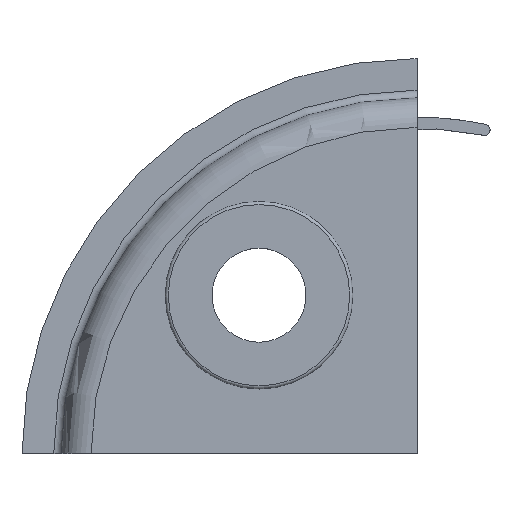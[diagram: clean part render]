
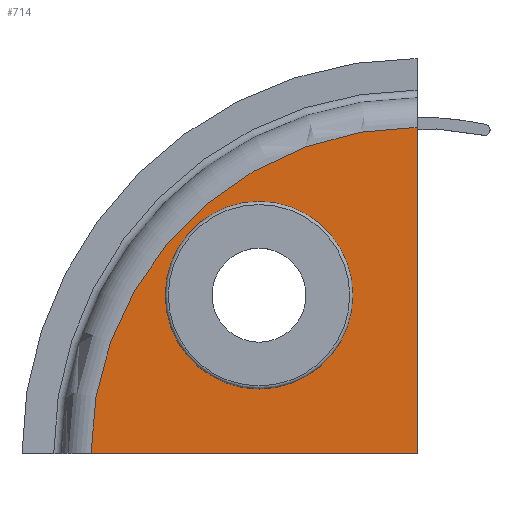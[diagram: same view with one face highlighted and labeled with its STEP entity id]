
A CAD part, top view. The second image highlights one B-rep face of the part: STEP entity #714.
In plain terms, the highlighted planar face has unit normal (0, 0, 1).
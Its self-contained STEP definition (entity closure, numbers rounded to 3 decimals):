
#47=FACE_BOUND('',#107,.T.);
#62=FACE_OUTER_BOUND('',#106,.T.);
#106=EDGE_LOOP('',(#523,#524,#525));
#107=EDGE_LOOP('',(#526));
#170=CIRCLE('',#786,104.8);
#171=CIRCLE('',#787,30.15);
#207=LINE('',#1102,#255);
#220=LINE('',#1144,#268);
#255=VECTOR('',#864,10.);
#268=VECTOR('',#897,10.);
#303=VERTEX_POINT('',#1100);
#304=VERTEX_POINT('',#1101);
#323=VERTEX_POINT('',#1143);
#337=VERTEX_POINT('',#1177);
#374=EDGE_CURVE('',#303,#304,#207,.T.);
#395=EDGE_CURVE('',#304,#323,#220,.T.);
#412=EDGE_CURVE('',#323,#303,#170,.T.);
#413=EDGE_CURVE('',#337,#337,#171,.T.);
#523=ORIENTED_EDGE('',*,*,#374,.F.);
#524=ORIENTED_EDGE('',*,*,#412,.F.);
#525=ORIENTED_EDGE('',*,*,#395,.F.);
#526=ORIENTED_EDGE('',*,*,#413,.T.);
#695=PLANE('',#785);
#714=ADVANCED_FACE('',(#62,#47),#695,.T.);
#785=AXIS2_PLACEMENT_3D('',#1175,#923,#924);
#786=AXIS2_PLACEMENT_3D('',#1176,#925,#926);
#787=AXIS2_PLACEMENT_3D('',#1178,#927,#928);
#864=DIRECTION('',(0.,-1.,0.));
#897=DIRECTION('',(-1.,0.,0.));
#923=DIRECTION('center_axis',(0.,0.,1.));
#924=DIRECTION('ref_axis',(1.,0.,0.));
#925=DIRECTION('center_axis',(0.,0.,-1.));
#926=DIRECTION('ref_axis',(1.,0.,0.));
#927=DIRECTION('center_axis',(0.,0.,-1.));
#928=DIRECTION('ref_axis',(-1.,0.,0.));
#1100=CARTESIAN_POINT('',(0.,104.8,50.8));
#1101=CARTESIAN_POINT('',(0.,0.,50.8));
#1102=CARTESIAN_POINT('',(0.,-3.266,50.8));
#1143=CARTESIAN_POINT('',(-104.8,0.,50.8));
#1144=CARTESIAN_POINT('',(0.,0.,50.8));
#1175=CARTESIAN_POINT('Origin',(0.,0.,50.8));
#1176=CARTESIAN_POINT('Origin',(0.,0.,50.8));
#1177=CARTESIAN_POINT('',(-20.65,50.8,50.8));
#1178=CARTESIAN_POINT('Origin',(-50.8,50.8,50.8));
